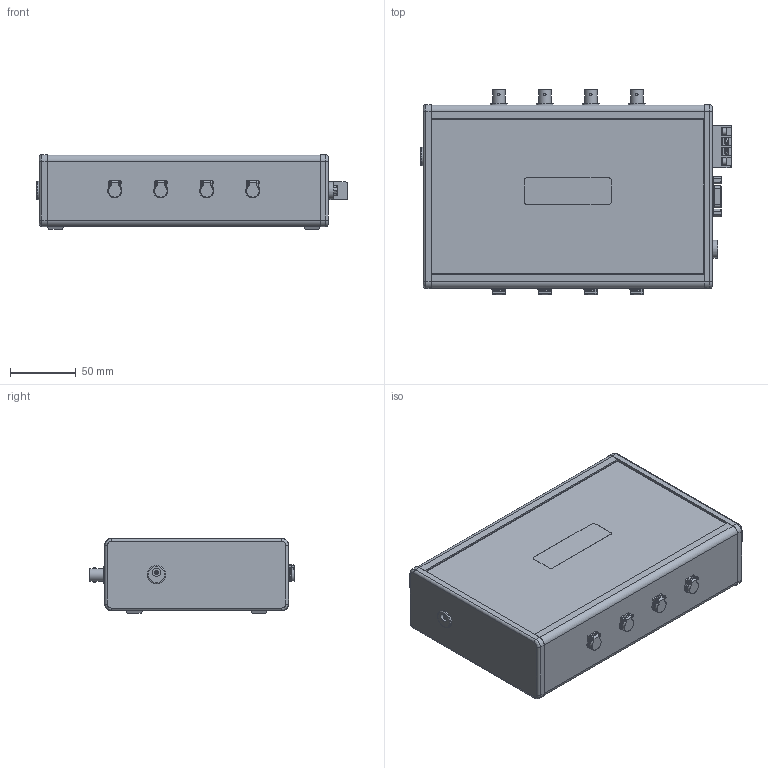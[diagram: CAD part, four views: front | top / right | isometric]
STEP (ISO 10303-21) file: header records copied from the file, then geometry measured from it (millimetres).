
FILE_DESCRIPTION( ( 'STEP AP214' ), '1' );
FILE_NAME( 'EPT-001.step', '2018-09-03T06:56:22', ( ' ' ), ( ' ' ), 'XStep 1.0', ' ', ' ' );
FILE_SCHEMA( ( 'automotive_design' ) );
Length unit declared in the file: millimetre
Products named in the file (1): 1
Bounding box: 236.5 x 156.3 x 57 mm (x, y, z)
Volume: 1645855.2 mm3; surface area: 108286 mm2
Topology: 1 solids, 1 shells, 652 faces, 1589 edges, 994 vertices
Faces by surface type: plane 317, cylinder 214, torus 79, cone 23, bspline 10, sphere 9
Full cylindrical faces by diameter (mm): 1 x10, 1.5 x4, 1.9 x8, 2 x8, 3 x3, 5 x4, 5.5 x4, 6.3 x1, 8 x4, 9.5 x4, 10 x4, 12.7 x4, 13.5 x1, 14 x1, 16 x1
Entity records: 24358 total; most frequent: CARTESIAN_POINT 4631, DIRECTION 3058, ORIENTED_EDGE 2804, EDGE_CURVE 1402, AXIS2_PLACEMENT_3D 1127, VERTEX_POINT 928, EDGE_LOOP 834, LINE 804
